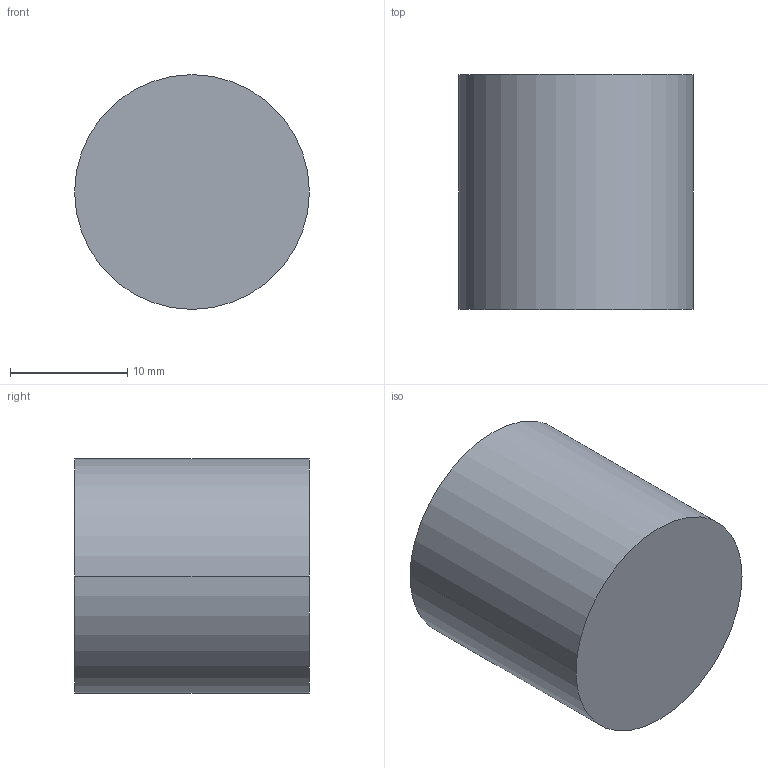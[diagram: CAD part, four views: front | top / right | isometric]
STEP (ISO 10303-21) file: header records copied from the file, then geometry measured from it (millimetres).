
FILE_DESCRIPTION(('STEP AP214'),'1');
FILE_NAME('HALDERN_EH_25150_0322.stp','2014-09-15T07:37:44',('TraceParts'),('TraceParts S.A.'),'XStep 1.0',' ',' ');
FILE_SCHEMA(('automotive_design'));
Length unit declared in the file: millimetre
Products named in the file (3): 1; 2; 3
Bounding box: 20 x 20 x 20 mm (x, y, z)
Volume: 6157.2 mm3; surface area: 3022.7 mm2
Topology: 3 solids, 3 shells, 34 faces, 66 edges, 41 vertices
Faces by surface type: cylinder 18, plane 10, cone 6
Entity records: 1715 total; most frequent: DIRECTION 178, CARTESIAN_POINT 142, STYLED_ITEM 139, PRESENTATION_STYLE_ASSIGNMENT 139, COLOUR_RGB 139, ORIENTED_EDGE 128, AXIS2_PLACEMENT_3D 77, EDGE_CURVE 64
